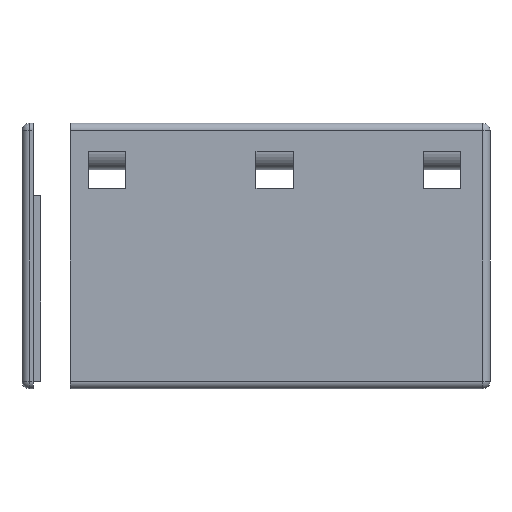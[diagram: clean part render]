
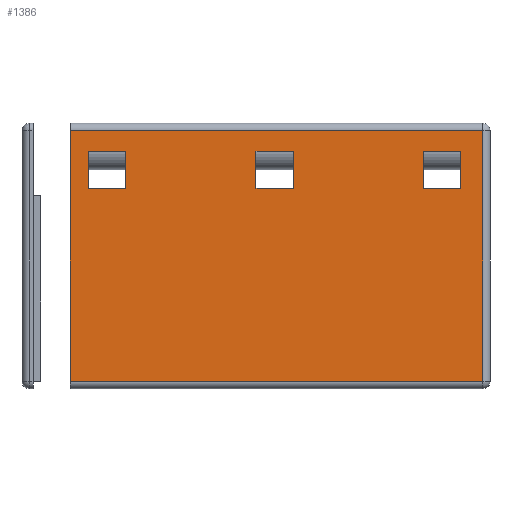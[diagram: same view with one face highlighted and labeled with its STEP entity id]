
A CAD part, left-side view. The second image highlights one B-rep face of the part: STEP entity #1386.
In plain terms, the highlighted planar face has unit normal (-1, 0, 0).
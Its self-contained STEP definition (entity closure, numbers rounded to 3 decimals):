
#20=FACE_BOUND('',#177,.T.);
#21=FACE_BOUND('',#178,.T.);
#22=FACE_BOUND('',#179,.T.);
#38=PLANE('',#1506);
#95=FACE_OUTER_BOUND('',#176,.T.);
#176=EDGE_LOOP('',(#1028,#1029,#1030,#1031));
#177=EDGE_LOOP('',(#1032,#1033,#1034,#1035));
#178=EDGE_LOOP('',(#1036,#1037,#1038,#1039));
#179=EDGE_LOOP('',(#1040,#1041,#1042,#1043));
#264=LINE('',#2122,#410);
#267=LINE('',#2137,#413);
#270=LINE('',#2141,#416);
#288=LINE('',#2176,#434);
#289=LINE('',#2179,#435);
#290=LINE('',#2181,#436);
#291=LINE('',#2183,#437);
#292=LINE('',#2184,#438);
#293=LINE('',#2187,#439);
#294=LINE('',#2189,#440);
#295=LINE('',#2191,#441);
#296=LINE('',#2192,#442);
#297=LINE('',#2195,#443);
#298=LINE('',#2197,#444);
#299=LINE('',#2199,#445);
#300=LINE('',#2200,#446);
#410=VECTOR('',#1696,10.);
#413=VECTOR('',#1713,10.);
#416=VECTOR('',#1718,10.);
#434=VECTOR('',#1746,10.);
#435=VECTOR('',#1747,10.);
#436=VECTOR('',#1748,10.);
#437=VECTOR('',#1749,10.);
#438=VECTOR('',#1750,10.);
#439=VECTOR('',#1751,10.);
#440=VECTOR('',#1752,10.);
#441=VECTOR('',#1753,10.);
#442=VECTOR('',#1754,10.);
#443=VECTOR('',#1755,10.);
#444=VECTOR('',#1756,10.);
#445=VECTOR('',#1757,10.);
#446=VECTOR('',#1758,10.);
#624=VERTEX_POINT('',#2111);
#627=VERTEX_POINT('',#2118);
#631=VERTEX_POINT('',#2130);
#633=VERTEX_POINT('',#2135);
#646=VERTEX_POINT('',#2177);
#647=VERTEX_POINT('',#2178);
#648=VERTEX_POINT('',#2180);
#649=VERTEX_POINT('',#2182);
#650=VERTEX_POINT('',#2185);
#651=VERTEX_POINT('',#2186);
#652=VERTEX_POINT('',#2188);
#653=VERTEX_POINT('',#2190);
#654=VERTEX_POINT('',#2193);
#655=VERTEX_POINT('',#2194);
#656=VERTEX_POINT('',#2196);
#657=VERTEX_POINT('',#2198);
#767=EDGE_CURVE('',#624,#627,#264,.T.);
#774=EDGE_CURVE('',#633,#631,#267,.T.);
#777=EDGE_CURVE('',#631,#624,#270,.T.);
#795=EDGE_CURVE('',#627,#633,#288,.T.);
#796=EDGE_CURVE('',#646,#647,#289,.T.);
#797=EDGE_CURVE('',#647,#648,#290,.T.);
#798=EDGE_CURVE('',#648,#649,#291,.T.);
#799=EDGE_CURVE('',#646,#649,#292,.T.);
#800=EDGE_CURVE('',#650,#651,#293,.T.);
#801=EDGE_CURVE('',#651,#652,#294,.T.);
#802=EDGE_CURVE('',#652,#653,#295,.T.);
#803=EDGE_CURVE('',#650,#653,#296,.T.);
#804=EDGE_CURVE('',#654,#655,#297,.T.);
#805=EDGE_CURVE('',#655,#656,#298,.T.);
#806=EDGE_CURVE('',#656,#657,#299,.T.);
#807=EDGE_CURVE('',#654,#657,#300,.T.);
#1028=ORIENTED_EDGE('',*,*,#767,.F.);
#1029=ORIENTED_EDGE('',*,*,#777,.F.);
#1030=ORIENTED_EDGE('',*,*,#774,.F.);
#1031=ORIENTED_EDGE('',*,*,#795,.F.);
#1032=ORIENTED_EDGE('',*,*,#796,.T.);
#1033=ORIENTED_EDGE('',*,*,#797,.T.);
#1034=ORIENTED_EDGE('',*,*,#798,.T.);
#1035=ORIENTED_EDGE('',*,*,#799,.F.);
#1036=ORIENTED_EDGE('',*,*,#800,.T.);
#1037=ORIENTED_EDGE('',*,*,#801,.T.);
#1038=ORIENTED_EDGE('',*,*,#802,.T.);
#1039=ORIENTED_EDGE('',*,*,#803,.F.);
#1040=ORIENTED_EDGE('',*,*,#804,.T.);
#1041=ORIENTED_EDGE('',*,*,#805,.T.);
#1042=ORIENTED_EDGE('',*,*,#806,.T.);
#1043=ORIENTED_EDGE('',*,*,#807,.F.);
#1386=ADVANCED_FACE('',(#95,#20,#21,#22),#38,.T.);
#1506=AXIS2_PLACEMENT_3D('',#2175,#1744,#1745);
#1696=DIRECTION('',(0.,1.,0.));
#1713=DIRECTION('',(0.,-1.,0.));
#1718=DIRECTION('',(0.,0.,-1.));
#1744=DIRECTION('center_axis',(-1.,0.,0.));
#1745=DIRECTION('ref_axis',(0.,0.,1.));
#1746=DIRECTION('',(0.,0.,1.));
#1747=DIRECTION('',(0.,0.,-1.));
#1748=DIRECTION('',(0.,1.,0.));
#1749=DIRECTION('',(0.,0.,1.));
#1750=DIRECTION('',(0.,1.,0.));
#1751=DIRECTION('',(0.,0.,-1.));
#1752=DIRECTION('',(0.,1.,0.));
#1753=DIRECTION('',(0.,0.,1.));
#1754=DIRECTION('',(0.,1.,0.));
#1755=DIRECTION('',(0.,0.,-1.));
#1756=DIRECTION('',(0.,1.,0.));
#1757=DIRECTION('',(0.,0.,1.));
#1758=DIRECTION('',(0.,1.,0.));
#2111=CARTESIAN_POINT('',(0.,-1.,2.));
#2118=CARTESIAN_POINT('',(0.,110.,2.));
#2122=CARTESIAN_POINT('',(0.,0.,2.));
#2130=CARTESIAN_POINT('',(0.,-1.,69.479));
#2135=CARTESIAN_POINT('',(0.,110.,69.479));
#2137=CARTESIAN_POINT('',(0.,0.,69.479));
#2141=CARTESIAN_POINT('',(0.,-1.,18.5));
#2175=CARTESIAN_POINT('Origin',(0.,0.,0.));
#2176=CARTESIAN_POINT('',(0.,110.,54.));
#2177=CARTESIAN_POINT('',(0.,95.,64.));
#2178=CARTESIAN_POINT('',(0.,95.,54.));
#2179=CARTESIAN_POINT('',(0.,95.,29.5));
#2180=CARTESIAN_POINT('',(0.,105.,54.));
#2181=CARTESIAN_POINT('',(0.,47.5,54.));
#2182=CARTESIAN_POINT('',(0.,105.,64.));
#2183=CARTESIAN_POINT('',(0.,105.,27.));
#2184=CARTESIAN_POINT('',(0.,52.5,64.));
#2185=CARTESIAN_POINT('',(0.,50.,64.));
#2186=CARTESIAN_POINT('',(0.,50.,54.));
#2187=CARTESIAN_POINT('',(0.,50.,29.5));
#2188=CARTESIAN_POINT('',(0.,60.,54.));
#2189=CARTESIAN_POINT('',(0.,25.,54.));
#2190=CARTESIAN_POINT('',(0.,60.,64.));
#2191=CARTESIAN_POINT('',(0.,60.,27.));
#2192=CARTESIAN_POINT('',(0.,30.,64.));
#2193=CARTESIAN_POINT('',(0.,5.,64.));
#2194=CARTESIAN_POINT('',(0.,5.,54.));
#2195=CARTESIAN_POINT('',(0.,5.,29.5));
#2196=CARTESIAN_POINT('',(0.,15.,54.));
#2197=CARTESIAN_POINT('',(0.,2.5,54.));
#2198=CARTESIAN_POINT('',(0.,15.,64.));
#2199=CARTESIAN_POINT('',(0.,15.,27.));
#2200=CARTESIAN_POINT('',(0.,7.5,64.));
